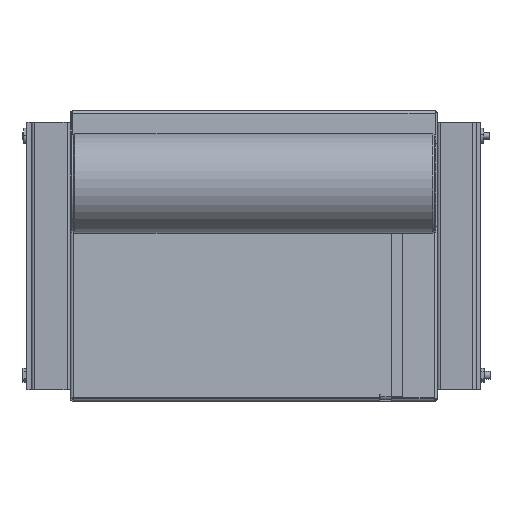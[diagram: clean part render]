
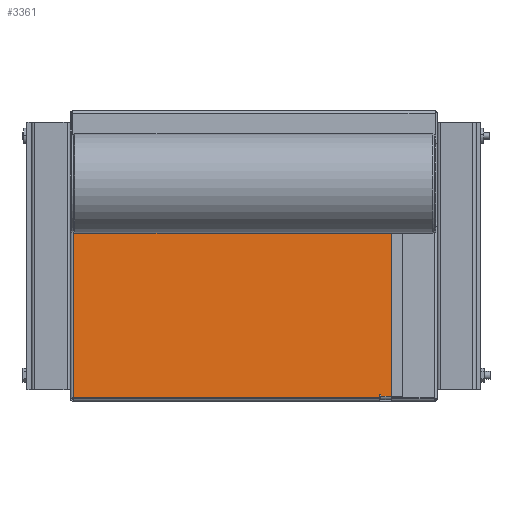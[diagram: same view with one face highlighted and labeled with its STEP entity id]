
A CAD part, left-side view. The second image highlights one B-rep face of the part: STEP entity #3361.
In plain terms, the highlighted planar face has unit normal (-0.998, 0, 0.06).
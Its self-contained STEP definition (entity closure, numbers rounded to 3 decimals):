
#3361=ADVANCED_FACE('',(#5904),#4799,.T.);
#4799=PLANE('',#32674);
#5904=FACE_OUTER_BOUND('',#7474,.T.);
#7474=EDGE_LOOP('',(#12068,#12069,#12070,#12071,#12072,#12073,#12074,#12075,
#12076,#12077,#12078,#12079));
#12068=ORIENTED_EDGE('',*,*,#21214,.T.);
#12069=ORIENTED_EDGE('',*,*,#21228,.T.);
#12070=ORIENTED_EDGE('',*,*,#21220,.F.);
#12071=ORIENTED_EDGE('',*,*,#21229,.T.);
#12072=ORIENTED_EDGE('',*,*,#21230,.F.);
#12073=ORIENTED_EDGE('',*,*,#21231,.T.);
#12074=ORIENTED_EDGE('',*,*,#21232,.T.);
#12075=ORIENTED_EDGE('',*,*,#21233,.T.);
#12076=ORIENTED_EDGE('',*,*,#21234,.T.);
#12077=ORIENTED_EDGE('',*,*,#21235,.F.);
#12078=ORIENTED_EDGE('',*,*,#21236,.T.);
#12079=ORIENTED_EDGE('',*,*,#21237,.T.);
#17954=VERTEX_POINT('',#46975);
#17955=VERTEX_POINT('',#46977);
#17960=VERTEX_POINT('',#46989);
#17961=VERTEX_POINT('',#46990);
#17968=VERTEX_POINT('',#47007);
#17969=VERTEX_POINT('',#47009);
#17970=VERTEX_POINT('',#47011);
#17971=VERTEX_POINT('',#47013);
#17972=VERTEX_POINT('',#47015);
#17973=VERTEX_POINT('',#47017);
#17974=VERTEX_POINT('',#47019);
#17975=VERTEX_POINT('',#47021);
#21214=EDGE_CURVE('',#17955,#17954,#26640,.T.);
#21220=EDGE_CURVE('',#17960,#17961,#26644,.T.);
#21228=EDGE_CURVE('',#17954,#17961,#26650,.T.);
#21229=EDGE_CURVE('',#17960,#17968,#24048,.T.);
#21230=EDGE_CURVE('',#17969,#17968,#26651,.T.);
#21231=EDGE_CURVE('',#17969,#17970,#26652,.T.);
#21232=EDGE_CURVE('',#17970,#17971,#26653,.T.);
#21233=EDGE_CURVE('',#17971,#17972,#26654,.T.);
#21234=EDGE_CURVE('',#17972,#17973,#26655,.T.);
#21235=EDGE_CURVE('',#17974,#17973,#24049,.T.);
#21236=EDGE_CURVE('',#17974,#17975,#26656,.T.);
#21237=EDGE_CURVE('',#17975,#17955,#26657,.T.);
#24048=CIRCLE('',#32672,1.);
#24049=CIRCLE('',#32673,1.);
#26640=LINE('',#46976,#29466);
#26644=LINE('',#46988,#29470);
#26650=LINE('',#47005,#29476);
#26651=LINE('',#47008,#29477);
#26652=LINE('',#47010,#29478);
#26653=LINE('',#47012,#29479);
#26654=LINE('',#47014,#29480);
#26655=LINE('',#47016,#29481);
#26656=LINE('',#47020,#29482);
#26657=LINE('',#47022,#29483);
#29466=VECTOR('',#38149,1.);
#29470=VECTOR('',#38159,1.);
#29476=VECTOR('',#38171,1.);
#29477=VECTOR('',#38174,1.);
#29478=VECTOR('',#38175,1.);
#29479=VECTOR('',#38176,1.);
#29480=VECTOR('',#38177,1.);
#29481=VECTOR('',#38178,1.);
#29482=VECTOR('',#38181,1.);
#29483=VECTOR('',#38182,1.);
#32672=AXIS2_PLACEMENT_3D('',#47006,#38172,#38173);
#32673=AXIS2_PLACEMENT_3D('',#47018,#38179,#38180);
#32674=AXIS2_PLACEMENT_3D('',#47023,#38183,#38184);
#38149=DIRECTION('',(0.06,0.,0.998));
#38159=DIRECTION('',(0.06,0.,0.998));
#38171=DIRECTION('',(0.,1.,0.));
#38172=DIRECTION('',(0.998,0.,-0.06));
#38173=DIRECTION('',(0.,-1.,0.));
#38174=DIRECTION('',(-0.06,0.,-0.998));
#38175=DIRECTION('',(0.,1.,0.));
#38176=DIRECTION('',(-0.06,0.,-0.998));
#38177=DIRECTION('',(0.,-1.,0.));
#38178=DIRECTION('',(0.06,0.,0.998));
#38179=DIRECTION('',(-0.998,0.,0.06));
#38180=DIRECTION('',(0.,-1.,0.));
#38181=DIRECTION('',(-0.06,0.,-0.998));
#38182=DIRECTION('',(0.,-1.,0.));
#38183=DIRECTION('',(-0.998,0.,0.06));
#38184=DIRECTION('',(0.06,0.,0.998));
#46975=CARTESIAN_POINT('',(-222.606,-402.15,-471.762));
#46976=CARTESIAN_POINT('',(-235.993,-402.15,-694.886));
#46977=CARTESIAN_POINT('',(-235.626,-402.15,-688.758));
#46988=CARTESIAN_POINT('',(-222.253,-374.15,-465.88));
#46989=CARTESIAN_POINT('',(-222.726,-374.15,-473.759));
#46990=CARTESIAN_POINT('',(-222.606,-374.15,-471.762));
#47005=CARTESIAN_POINT('',(-222.606,-402.15,-471.762));
#47006=CARTESIAN_POINT('',(-222.726,-373.15,-473.759));
#47007=CARTESIAN_POINT('',(-222.726,-372.15,-473.759));
#47008=CARTESIAN_POINT('',(-222.253,-372.15,-465.878));
#47009=CARTESIAN_POINT('',(-222.486,-372.15,-469.76));
#47010=CARTESIAN_POINT('',(-222.486,-372.15,-469.76));
#47011=CARTESIAN_POINT('',(-222.486,22.85,-469.76));
#47012=CARTESIAN_POINT('',(-222.253,22.85,-465.886));
#47013=CARTESIAN_POINT('',(-235.746,22.85,-690.76));
#47014=CARTESIAN_POINT('',(-235.746,22.85,-690.76));
#47015=CARTESIAN_POINT('',(-235.746,-372.15,-690.76));
#47016=CARTESIAN_POINT('',(-235.993,-372.15,-694.88));
#47017=CARTESIAN_POINT('',(-235.506,-372.15,-686.762));
#47018=CARTESIAN_POINT('',(-235.506,-373.15,-686.762));
#47019=CARTESIAN_POINT('',(-235.506,-374.15,-686.762));
#47020=CARTESIAN_POINT('',(-235.993,-374.15,-694.88));
#47021=CARTESIAN_POINT('',(-235.626,-374.15,-688.758));
#47022=CARTESIAN_POINT('',(-235.626,-374.15,-688.758));
#47023=CARTESIAN_POINT('',(-193.663,24.85,10.62));
